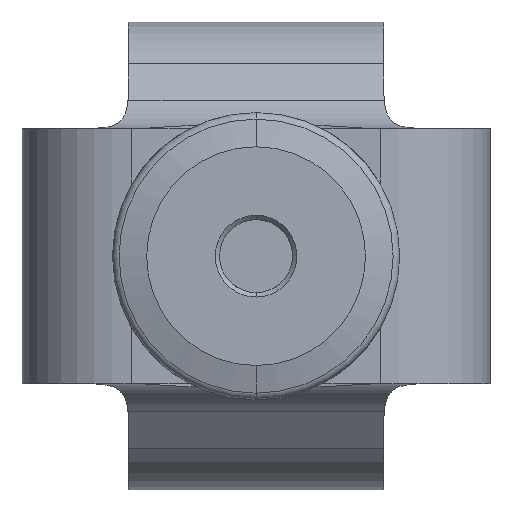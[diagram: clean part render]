
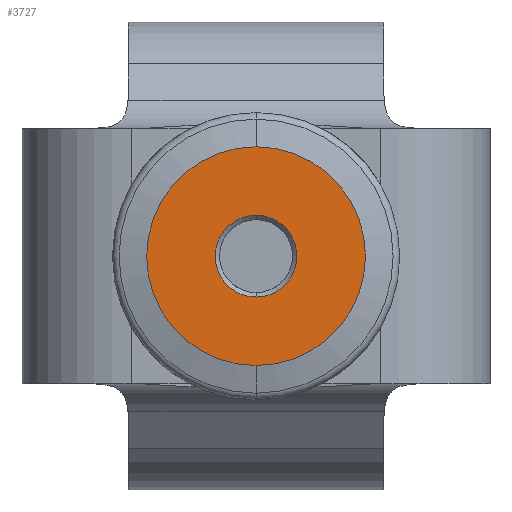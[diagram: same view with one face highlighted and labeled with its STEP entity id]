
A CAD part, front view. The second image highlights one B-rep face of the part: STEP entity #3727.
In plain terms, the highlighted planar face has unit normal (0, -1, 0).
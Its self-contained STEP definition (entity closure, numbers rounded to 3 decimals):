
#482 = CIRCLE ( 'NONE', #1585, 3.556 ) ;
#548 = ORIENTED_EDGE ( 'NONE', *, *, #2793, .T. ) ;
#564 = DIRECTION ( 'NONE',  ( 0., 1., 0. ) ) ;
#828 = DIRECTION ( 'NONE',  ( 0., 0., -1. ) ) ;
#864 = VERTEX_POINT ( 'NONE', #1113 ) ;
#1095 = EDGE_LOOP ( 'NONE', ( #3542, #4733 ) ) ;
#1113 = CARTESIAN_POINT ( 'NONE',  ( -10.11, -26.13, -2.968 ) ) ;
#1489 = FACE_OUTER_BOUND ( 'NONE', #3601, .T. ) ;
#1516 = VERTEX_POINT ( 'NONE', #2282 ) ;
#1520 = EDGE_CURVE ( 'NONE', #864, #3218, #482, .T. ) ;
#1585 = AXIS2_PLACEMENT_3D ( 'NONE', #2572, #564, #5480 ) ;
#2146 = FACE_BOUND ( 'NONE', #1095, .T. ) ;
#2273 = CARTESIAN_POINT ( 'NONE',  ( -10.11, -26.13, 0.588 ) ) ;
#2282 = CARTESIAN_POINT ( 'NONE',  ( -10.11, -26.13, 10.113 ) ) ;
#2308 = CIRCLE ( 'NONE', #3722, 3.556 ) ;
#2419 = AXIS2_PLACEMENT_3D ( 'NONE', #2273, #5855, #5383 ) ;
#2572 = CARTESIAN_POINT ( 'NONE',  ( -10.11, -26.13, 0.588 ) ) ;
#2793 = EDGE_CURVE ( 'NONE', #5733, #1516, #2966, .T. ) ;
#2863 = EDGE_CURVE ( 'NONE', #3218, #864, #2308, .T. ) ;
#2966 = CIRCLE ( 'NONE', #2419, 9.525 ) ;
#3218 = VERTEX_POINT ( 'NONE', #3990 ) ;
#3334 = DIRECTION ( 'NONE',  ( 0., 0., -1. ) ) ;
#3538 = CARTESIAN_POINT ( 'NONE',  ( -10.11, -26.13, 0.588 ) ) ;
#3542 = ORIENTED_EDGE ( 'NONE', *, *, #1520, .T. ) ;
#3601 = EDGE_LOOP ( 'NONE', ( #548, #4269 ) ) ;
#3722 = AXIS2_PLACEMENT_3D ( 'NONE', #5503, #4811, #828 ) ;
#3727 = ADVANCED_FACE ( 'NONE', ( #2146, #1489 ), #4187, .T. ) ;
#3990 = CARTESIAN_POINT ( 'NONE',  ( -10.11, -26.13, 4.144 ) ) ;
#4187 = PLANE ( 'NONE',  #5665 ) ;
#4224 = EDGE_CURVE ( 'NONE', #1516, #5733, #5671, .T. ) ;
#4269 = ORIENTED_EDGE ( 'NONE', *, *, #4224, .T. ) ;
#4328 = DIRECTION ( 'NONE',  ( 0., -1., 0. ) ) ;
#4733 = ORIENTED_EDGE ( 'NONE', *, *, #2863, .T. ) ;
#4811 = DIRECTION ( 'NONE',  ( 0., 1., 0. ) ) ;
#5171 = DIRECTION ( 'NONE',  ( 0., -1., 0. ) ) ;
#5383 = DIRECTION ( 'NONE',  ( 0., 0., -1. ) ) ;
#5480 = DIRECTION ( 'NONE',  ( 0., 0., -1. ) ) ;
#5503 = CARTESIAN_POINT ( 'NONE',  ( -10.11, -26.13, 0.588 ) ) ;
#5665 = AXIS2_PLACEMENT_3D ( 'NONE', #6146, #5171, #5968 ) ;
#5671 = CIRCLE ( 'NONE', #5740, 9.525 ) ;
#5733 = VERTEX_POINT ( 'NONE', #6315 ) ;
#5740 = AXIS2_PLACEMENT_3D ( 'NONE', #3538, #4328, #3334 ) ;
#5855 = DIRECTION ( 'NONE',  ( 0., -1., 0. ) ) ;
#5968 = DIRECTION ( 'NONE',  ( 0., 0., -1. ) ) ;
#6146 = CARTESIAN_POINT ( 'NONE',  ( -10.11, -26.13, 0.588 ) ) ;
#6315 = CARTESIAN_POINT ( 'NONE',  ( -10.11, -26.13, -8.937 ) ) ;
